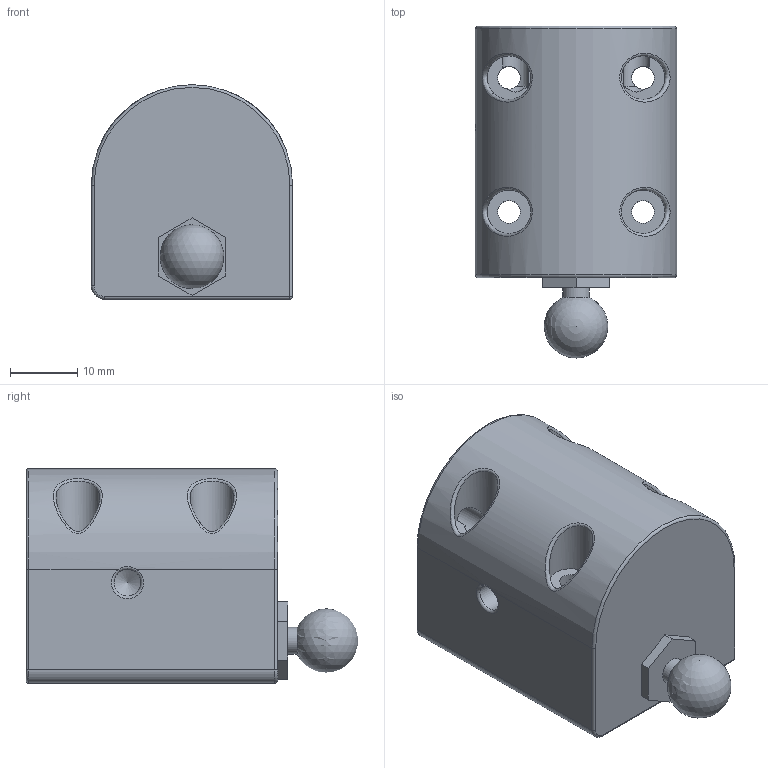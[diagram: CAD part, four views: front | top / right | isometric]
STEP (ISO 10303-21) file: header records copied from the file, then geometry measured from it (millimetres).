
FILE_DESCRIPTION(/* description */ (''),/* implementation_level */ '2;1');
FILE_NAME(/* name */ 'Z_Upper_Magneham_Ears_3-X.stp',/* time_stamp */ '2020-10-10T17:13:42-07:00',/* author */ (''),/* organization */ (''),/* preprocessor_version */ 'ST-DEVELOPER v18.1',/* originating_system */ 'Autodesk Translation Framework v9.3.0.1241',/* authorisation */ '');
FILE_SCHEMA (('AUTOMOTIVE_DESIGN { 1 0 10303 214 3 1 1 }'));
Length unit declared in the file: millimetre
Products named in the file (3): Z Upper Magneham Ears ; #4078; Component1
Assembly tree (2 placements, depth 3):
  Z Upper Magneham Ears 
    #4078
      Component1
Bounding box: 30 x 49.47 x 32 mm (x, y, z)
Volume: 30313.7 mm3; surface area: 8489.3 mm2
Topology: 2 solids, 2 shells, 83 faces, 228 edges, 144 vertices
Faces by surface type: cylinder 27, plane 18, torus 16, cone 14, bspline 5, sphere 3
Full cylindrical faces by diameter (mm): 2.927 x1, 3.4 x4, 4 x9, 6.5 x4
Entity records: 4111 total; most frequent: CARTESIAN_POINT 1904, DIRECTION 454, ORIENTED_EDGE 436, EDGE_CURVE 218, AXIS2_PLACEMENT_3D 190, VERTEX_POINT 144, CIRCLE 107, EDGE_LOOP 104
